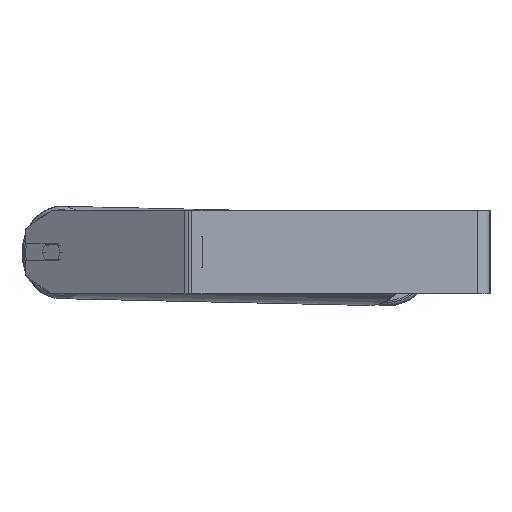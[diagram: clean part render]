
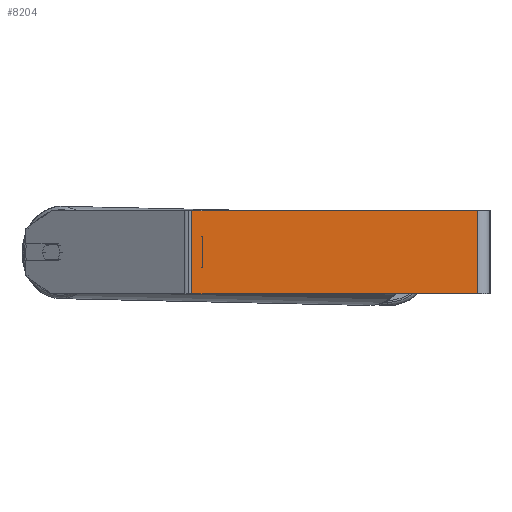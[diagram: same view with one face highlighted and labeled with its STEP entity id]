
A CAD part, left-side view. The second image highlights one B-rep face of the part: STEP entity #8204.
In plain terms, the highlighted planar face has unit normal (-1, 0, 0).
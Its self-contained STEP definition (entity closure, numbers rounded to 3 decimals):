
#62 = CARTESIAN_POINT ( 'NONE',  ( -840., 287.153, 40. ) ) ;
#676 = VERTEX_POINT ( 'NONE', #4476 ) ;
#1243 = DIRECTION ( 'NONE',  ( 1., 0., 0. ) ) ;
#1370 = VERTEX_POINT ( 'NONE', #4941 ) ;
#1448 = LINE ( 'NONE', #62, #8688 ) ;
#1567 = EDGE_CURVE ( 'NONE', #6993, #676, #7778, .T. ) ;
#1979 = DIRECTION ( 'NONE',  ( 0., 0., -1. ) ) ;
#2003 = FACE_OUTER_BOUND ( 'NONE', #5982, .T. ) ;
#2043 = PLANE ( 'NONE',  #5302 ) ;
#2294 = VERTEX_POINT ( 'NONE', #4694 ) ;
#2302 = ORIENTED_EDGE ( 'NONE', *, *, #2886, .F. ) ;
#2425 = CARTESIAN_POINT ( 'NONE',  ( -840., 12., 40. ) ) ;
#2465 = DIRECTION ( 'NONE',  ( 0., 0., -1. ) ) ;
#2886 = EDGE_CURVE ( 'NONE', #2294, #6993, #5796, .T. ) ;
#3380 = DIRECTION ( 'NONE',  ( 0., 0., -1. ) ) ;
#3401 = ORIENTED_EDGE ( 'NONE', *, *, #5481, .T. ) ;
#3943 = CARTESIAN_POINT ( 'NONE',  ( -840., 290.937, -40. ) ) ;
#4029 = CARTESIAN_POINT ( 'NONE',  ( -840., 12., 40. ) ) ;
#4355 = VECTOR ( 'NONE', #4592, 1000. ) ;
#4476 = CARTESIAN_POINT ( 'NONE',  ( -840., 12., -40. ) ) ;
#4592 = DIRECTION ( 'NONE',  ( 0., -1., 0. ) ) ;
#4599 = VECTOR ( 'NONE', #2465, 1000. ) ;
#4682 = ORIENTED_EDGE ( 'NONE', *, *, #1567, .F. ) ;
#4694 = CARTESIAN_POINT ( 'NONE',  ( -840., 287.153, 40. ) ) ;
#4723 = EDGE_CURVE ( 'NONE', #1370, #676, #8715, .T. ) ;
#4941 = CARTESIAN_POINT ( 'NONE',  ( -840., 287.153, -40. ) ) ;
#5173 = ORIENTED_EDGE ( 'NONE', *, *, #4723, .T. ) ;
#5302 = AXIS2_PLACEMENT_3D ( 'NONE', #6019, #1243, #3380 ) ;
#5481 = EDGE_CURVE ( 'NONE', #2294, #1370, #1448, .T. ) ;
#5796 = LINE ( 'NONE', #6465, #7297 ) ;
#5929 = DIRECTION ( 'NONE',  ( 0., -1., 0. ) ) ;
#5982 = EDGE_LOOP ( 'NONE', ( #5173, #4682, #2302, #3401 ) ) ;
#6019 = CARTESIAN_POINT ( 'NONE',  ( -840., 290.937, 40. ) ) ;
#6465 = CARTESIAN_POINT ( 'NONE',  ( -840., 290.937, 40. ) ) ;
#6993 = VERTEX_POINT ( 'NONE', #4029 ) ;
#7297 = VECTOR ( 'NONE', #5929, 1000. ) ;
#7778 = LINE ( 'NONE', #2425, #4599 ) ;
#8204 = ADVANCED_FACE ( 'NONE', ( #2003 ), #2043, .F. ) ;
#8688 = VECTOR ( 'NONE', #1979, 1000. ) ;
#8715 = LINE ( 'NONE', #3943, #4355 ) ;
